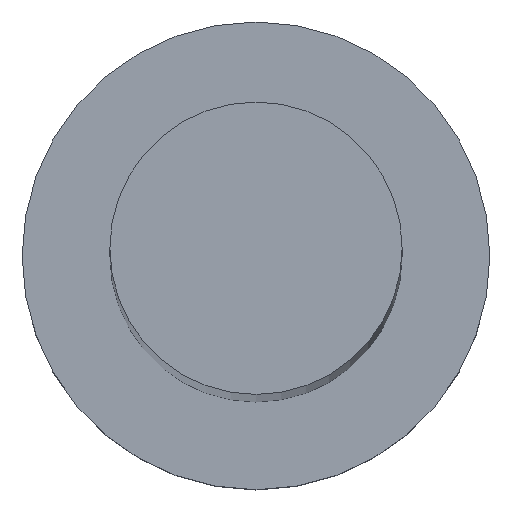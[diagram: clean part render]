
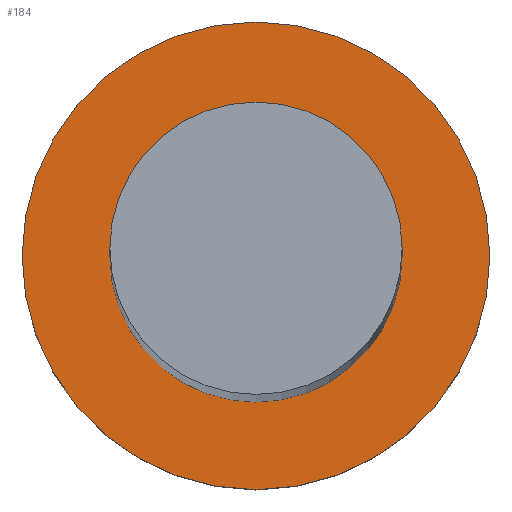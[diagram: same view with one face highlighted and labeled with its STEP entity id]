
A CAD part, top view. The second image highlights one B-rep face of the part: STEP entity #184.
In plain terms, the highlighted planar face has unit normal (0, 0, 1).
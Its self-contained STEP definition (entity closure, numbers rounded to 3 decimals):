
#1 = ORIENTED_EDGE ( 'NONE', *, *, #88, .F. ) ;
#16 = VERTEX_POINT ( 'NONE', #155 ) ;
#17 = ORIENTED_EDGE ( 'NONE', *, *, #140, .T. ) ;
#22 = DIRECTION ( 'NONE',  ( 0., 0., 1. ) ) ;
#38 = AXIS2_PLACEMENT_3D ( 'NONE', #212, #22, #114 ) ;
#39 = DIRECTION ( 'NONE',  ( 0., 0., 1. ) ) ;
#42 = VERTEX_POINT ( 'NONE', #165 ) ;
#49 = CIRCLE ( 'NONE', #225, 5. ) ;
#52 = ORIENTED_EDGE ( 'NONE', *, *, #248, .F. ) ;
#59 = CARTESIAN_POINT ( 'NONE',  ( 0., 0., 5. ) ) ;
#65 = FACE_OUTER_BOUND ( 'NONE', #72, .T. ) ;
#72 = EDGE_LOOP ( 'NONE', ( #17, #96 ) ) ;
#83 = VERTEX_POINT ( 'NONE', #217 ) ;
#85 = DIRECTION ( 'NONE',  ( 1., 0., 0. ) ) ;
#88 = EDGE_CURVE ( 'NONE', #16, #42, #143, .T. ) ;
#96 = ORIENTED_EDGE ( 'NONE', *, *, #99, .T. ) ;
#99 = EDGE_CURVE ( 'NONE', #127, #83, #194, .T. ) ;
#100 = CIRCLE ( 'NONE', #172, 8. ) ;
#102 = DIRECTION ( 'NONE',  ( 1., 0., 0. ) ) ;
#114 = DIRECTION ( 'NONE',  ( 1., 0., 0. ) ) ;
#116 = DIRECTION ( 'NONE',  ( 1., 0., 0. ) ) ;
#118 = CARTESIAN_POINT ( 'NONE',  ( 0., 0., 5. ) ) ;
#127 = VERTEX_POINT ( 'NONE', #234 ) ;
#130 = AXIS2_PLACEMENT_3D ( 'NONE', #220, #238, #175 ) ;
#134 = DIRECTION ( 'NONE',  ( 0., 0., 1. ) ) ;
#140 = EDGE_CURVE ( 'NONE', #83, #127, #100, .T. ) ;
#143 = CIRCLE ( 'NONE', #188, 5. ) ;
#155 = CARTESIAN_POINT ( 'NONE',  ( -5., 0., 5. ) ) ;
#165 = CARTESIAN_POINT ( 'NONE',  ( 5., 0., 5. ) ) ;
#171 = FACE_BOUND ( 'NONE', #233, .T. ) ;
#172 = AXIS2_PLACEMENT_3D ( 'NONE', #59, #134, #85 ) ;
#175 = DIRECTION ( 'NONE',  ( 1., 0., 0. ) ) ;
#184 = ADVANCED_FACE ( 'NONE', ( #171, #65 ), #198, .T. ) ;
#188 = AXIS2_PLACEMENT_3D ( 'NONE', #214, #39, #116 ) ;
#194 = CIRCLE ( 'NONE', #38, 8. ) ;
#196 = DIRECTION ( 'NONE',  ( 0., 0., 1. ) ) ;
#198 = PLANE ( 'NONE',  #130 ) ;
#212 = CARTESIAN_POINT ( 'NONE',  ( 0., 0., 5. ) ) ;
#214 = CARTESIAN_POINT ( 'NONE',  ( 0., 0., 5. ) ) ;
#217 = CARTESIAN_POINT ( 'NONE',  ( -8., 0., 5. ) ) ;
#220 = CARTESIAN_POINT ( 'NONE',  ( 0., 0., 5. ) ) ;
#225 = AXIS2_PLACEMENT_3D ( 'NONE', #118, #196, #102 ) ;
#233 = EDGE_LOOP ( 'NONE', ( #1, #52 ) ) ;
#234 = CARTESIAN_POINT ( 'NONE',  ( 8., 0., 5. ) ) ;
#238 = DIRECTION ( 'NONE',  ( 0., 0., 1. ) ) ;
#248 = EDGE_CURVE ( 'NONE', #42, #16, #49, .T. ) ;
